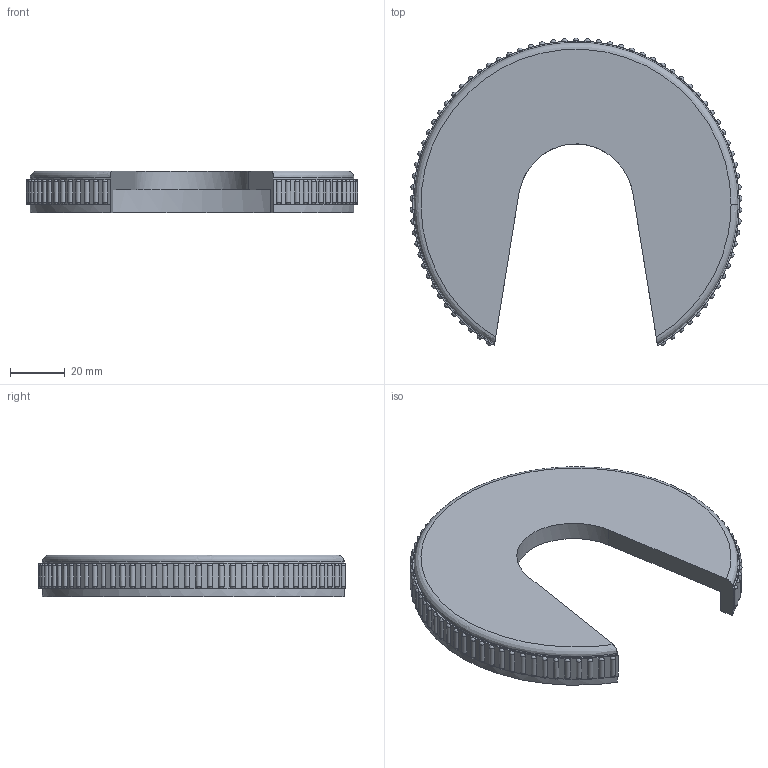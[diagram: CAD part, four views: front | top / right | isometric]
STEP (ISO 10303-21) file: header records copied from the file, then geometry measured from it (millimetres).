
FILE_DESCRIPTION(/* description */ (''),/* implementation_level */ '2;1');
FILE_NAME(/* name */ '70_TPA~1',/* time_stamp */ '2024-09-11T10:45:08+02:00',/* author */ (''),/* organization */ (''),/* preprocessor_version */ 'ST-DEVELOPER v16.5',/* originating_system */ '',/* authorisation */ '');
FILE_SCHEMA (('AUTOMOTIVE_DESIGN'));
Length unit declared in the file: millimetre
Products named in the file (1): Document
Bounding box: 120.93 x 112.04 x 15.3 mm (x, y, z)
Volume: 64258.3 mm3; surface area: 23844.2 mm2
Topology: 1 solids, 1 shells, 693 faces, 1472 edges, 781 vertices
Faces by surface type: bspline 693
Entity records: 50234 total; most frequent: CARTESIAN_POINT 32800, ORIENTED_EDGE 2944, PCURVE 2944, DEFINITIONAL_REPRESENTATION 2944, B_SPLINE_CURVE_WITH_KNOTS 2618, SURFACE_CURVE 1472, EDGE_CURVE 1472, VERTEX_POINT 781
